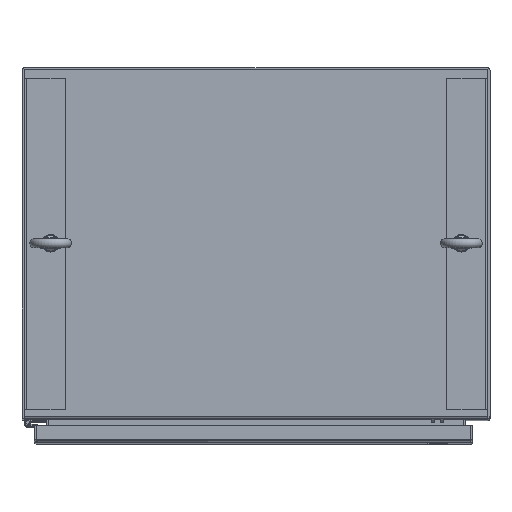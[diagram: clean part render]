
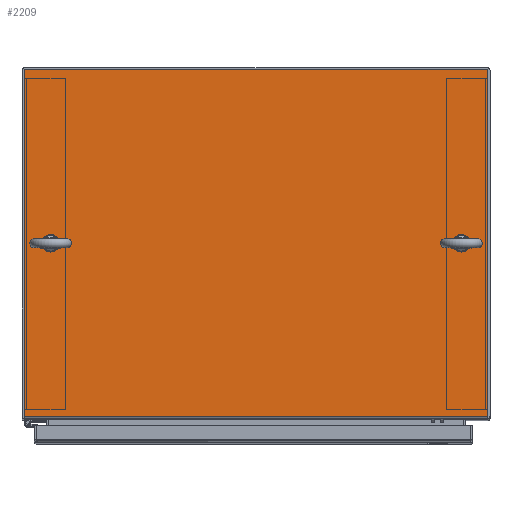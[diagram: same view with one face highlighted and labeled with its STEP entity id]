
A CAD part, top view. The second image highlights one B-rep face of the part: STEP entity #2209.
In plain terms, the highlighted planar face has unit normal (0, 0, 1).
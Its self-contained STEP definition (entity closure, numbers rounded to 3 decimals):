
#2209 = ADVANCED_FACE( '', ( #5485, #5486, #5487 ), #5488, .T. );
#5485 = FACE_BOUND( '', #10451, .T. );
#5486 = FACE_BOUND( '', #10452, .T. );
#5487 = FACE_OUTER_BOUND( '', #10453, .T. );
#5488 = PLANE( '', #10454 );
#10451 = EDGE_LOOP( '', ( #18435 ) );
#10452 = EDGE_LOOP( '', ( #18436 ) );
#10453 = EDGE_LOOP( '', ( #18437, #18438, #18439, #18440 ) );
#10454 = AXIS2_PLACEMENT_3D( '', #18441, #18442, #18443 );
#18435 = ORIENTED_EDGE( '', *, *, #33935, .T. );
#18436 = ORIENTED_EDGE( '', *, *, #33936, .T. );
#18437 = ORIENTED_EDGE( '', *, *, #33937, .T. );
#18438 = ORIENTED_EDGE( '', *, *, #33938, .T. );
#18439 = ORIENTED_EDGE( '', *, *, #33939, .T. );
#18440 = ORIENTED_EDGE( '', *, *, #33940, .T. );
#18441 = CARTESIAN_POINT( '', ( 0., 0., 0. ) );
#18442 = DIRECTION( '', ( 0., 0., 1. ) );
#18443 = DIRECTION( '', ( 1., 0., 0. ) );
#33935 = EDGE_CURVE( '', #38965, #38965, #38966, .T. );
#33936 = EDGE_CURVE( '', #38967, #38967, #38968, .T. );
#33937 = EDGE_CURVE( '', #38969, #38970, #38971, .T. );
#33938 = EDGE_CURVE( '', #38970, #38972, #38973, .T. );
#33939 = EDGE_CURVE( '', #38972, #38974, #38975, .T. );
#33940 = EDGE_CURVE( '', #38974, #38969, #38976, .T. );
#38965 = VERTEX_POINT( '', #46584 );
#38966 = CIRCLE( '', #46585, 7.938 );
#38967 = VERTEX_POINT( '', #46586 );
#38968 = CIRCLE( '', #46587, 7.938 );
#38969 = VERTEX_POINT( '', #46588 );
#38970 = VERTEX_POINT( '', #46589 );
#38971 = LINE( '', #46590, #46591 );
#38972 = VERTEX_POINT( '', #46592 );
#38973 = LINE( '', #46593, #46594 );
#38974 = VERTEX_POINT( '', #46595 );
#38975 = LINE( '', #46596, #46597 );
#38976 = LINE( '', #46598, #46599 );
#46584 = CARTESIAN_POINT( '', ( 276.193, 1.334, 0. ) );
#46585 = AXIS2_PLACEMENT_3D( '', #64235, #64236, #64237 );
#46586 = CARTESIAN_POINT( '', ( -260.318, 1.334, 0. ) );
#46587 = AXIS2_PLACEMENT_3D( '', #64238, #64239, #64240 );
#46588 = CARTESIAN_POINT( '', ( -302.927, 228.06, 0. ) );
#46589 = CARTESIAN_POINT( '', ( -302.927, -224.58, 0. ) );
#46590 = CARTESIAN_POINT( '', ( -302.927, 228.06, 0. ) );
#46591 = VECTOR( '', #64241, 1000. );
#46592 = CARTESIAN_POINT( '', ( 302.927, -224.58, 0. ) );
#46593 = CARTESIAN_POINT( '', ( -302.927, -224.58, 0. ) );
#46594 = VECTOR( '', #64242, 1000. );
#46595 = CARTESIAN_POINT( '', ( 302.927, 228.06, 0. ) );
#46596 = CARTESIAN_POINT( '', ( 302.927, -228.06, 0. ) );
#46597 = VECTOR( '', #64243, 1000. );
#46598 = CARTESIAN_POINT( '', ( 302.927, 228.06, 0. ) );
#46599 = VECTOR( '', #64244, 1000. );
#64235 = CARTESIAN_POINT( '', ( 268.256, 1.334, 0. ) );
#64236 = DIRECTION( '', ( 0., 0., -1. ) );
#64237 = DIRECTION( '', ( 1., 0., 0. ) );
#64238 = CARTESIAN_POINT( '', ( -268.256, 1.334, 0. ) );
#64239 = DIRECTION( '', ( 0., 0., -1. ) );
#64240 = DIRECTION( '', ( 1., 0., 0. ) );
#64241 = DIRECTION( '', ( 0., -1., 0. ) );
#64242 = DIRECTION( '', ( 1., 0., 0. ) );
#64243 = DIRECTION( '', ( 0., 1., 0. ) );
#64244 = DIRECTION( '', ( -1., 0., 0. ) );
